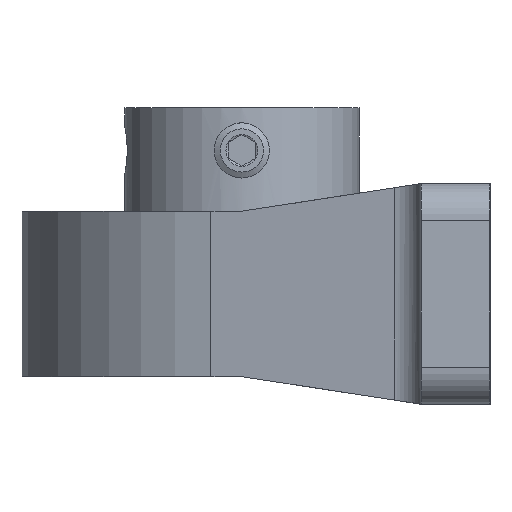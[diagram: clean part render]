
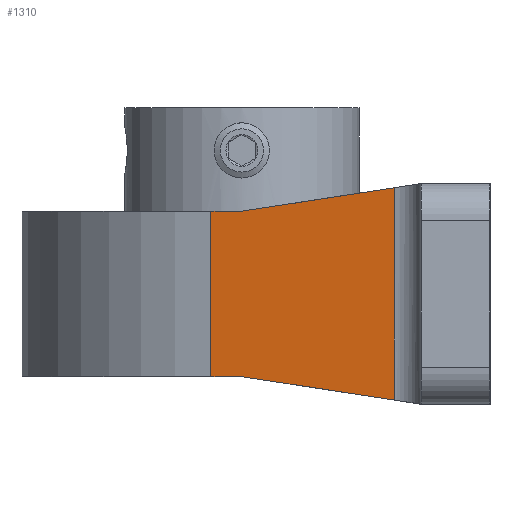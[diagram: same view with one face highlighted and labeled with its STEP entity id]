
A CAD part, left-side view. The second image highlights one B-rep face of the part: STEP entity #1310.
In plain terms, the highlighted planar face has unit normal (-0.99, 0.14, 0).
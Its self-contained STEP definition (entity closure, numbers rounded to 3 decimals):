
#59=LINE('',#2558,#157);
#89=LINE('',#2642,#187);
#124=LINE('',#2732,#222);
#125=LINE('',#2735,#223);
#126=LINE('',#2736,#224);
#127=LINE('',#2737,#225);
#157=VECTOR('',#2082,1000.);
#187=VECTOR('',#2146,1000.);
#222=VECTOR('',#2237,1000.);
#223=VECTOR('',#2238,1000.);
#224=VECTOR('',#2239,1000.);
#225=VECTOR('',#2240,1000.);
#287=PLANE('',#1918);
#552=ORIENTED_EDGE('',*,*,#848,.F.);
#553=ORIENTED_EDGE('',*,*,#849,.T.);
#554=ORIENTED_EDGE('',*,*,#800,.T.);
#555=ORIENTED_EDGE('',*,*,#850,.T.);
#556=ORIENTED_EDGE('',*,*,#759,.T.);
#557=ORIENTED_EDGE('',*,*,#851,.T.);
#759=EDGE_CURVE('',#912,#921,#59,.T.);
#800=EDGE_CURVE('',#959,#958,#89,.T.);
#848=EDGE_CURVE('',#986,#987,#124,.T.);
#849=EDGE_CURVE('',#986,#959,#125,.T.);
#850=EDGE_CURVE('',#958,#912,#126,.T.);
#851=EDGE_CURVE('',#921,#987,#127,.T.);
#912=VERTEX_POINT('',#2540);
#921=VERTEX_POINT('',#2557);
#958=VERTEX_POINT('',#2641);
#959=VERTEX_POINT('',#2643);
#986=VERTEX_POINT('',#2733);
#987=VERTEX_POINT('',#2734);
#1075=EDGE_LOOP('',(#552,#553,#554,#555,#556,#557));
#1195=FACE_BOUND('',#1075,.T.);
#1310=ADVANCED_FACE('',(#1195),#287,.F.);
#1918=AXIS2_PLACEMENT_3D('',#2731,#2235,#2236);
#2082=DIRECTION('',(-0.14,-0.99,0.));
#2146=DIRECTION('',(0.14,0.99,0.));
#2235=DIRECTION('',(0.99,-0.14,0.));
#2236=DIRECTION('',(0.14,0.99,0.));
#2237=DIRECTION('',(0.,0.,-1.));
#2238=DIRECTION('',(0.139,0.979,-0.151));
#2239=DIRECTION('',(0.,0.,-1.));
#2240=DIRECTION('',(-0.139,-0.979,-0.151));
#2540=CARTESIAN_POINT('',(-15.842,20.243,-6.));
#2557=CARTESIAN_POINT('',(-16.16,18.,-6.));
#2558=CARTESIAN_POINT('',(-15.842,20.243,-6.));
#2641=CARTESIAN_POINT('',(-15.842,20.243,6.));
#2642=CARTESIAN_POINT('',(-15.842,20.243,6.));
#2643=CARTESIAN_POINT('',(-16.16,18.,6.));
#2731=CARTESIAN_POINT('',(-15.842,20.243,8.));
#2732=CARTESIAN_POINT('',(-17.726,6.935,8.));
#2733=CARTESIAN_POINT('',(-17.726,6.935,7.702));
#2734=CARTESIAN_POINT('',(-17.726,6.935,-7.702));
#2735=CARTESIAN_POINT('',(-15.891,19.897,5.708));
#2736=CARTESIAN_POINT('',(-15.842,20.243,8.));
#2737=CARTESIAN_POINT('',(-15.557,22.256,-5.345));
